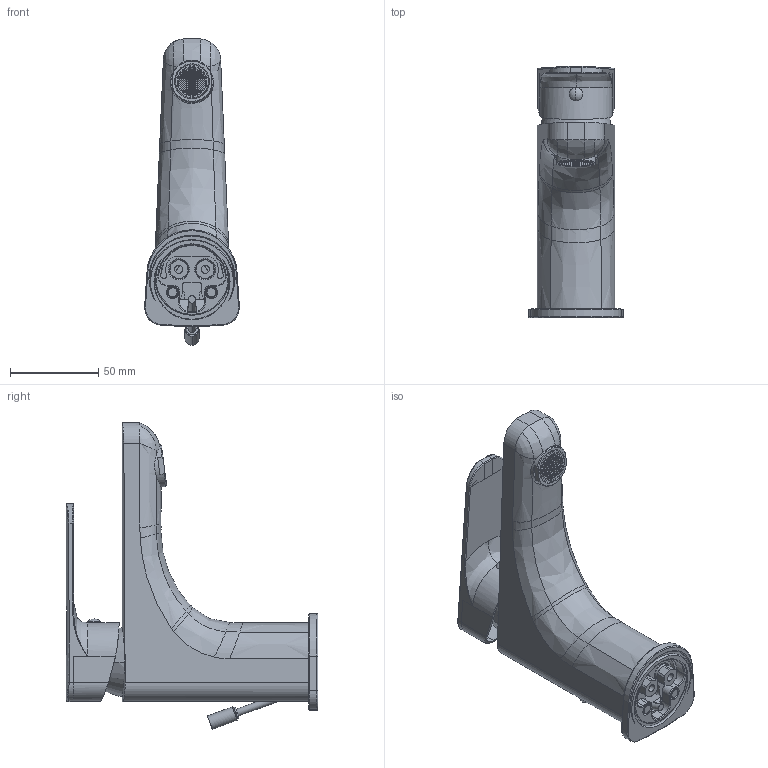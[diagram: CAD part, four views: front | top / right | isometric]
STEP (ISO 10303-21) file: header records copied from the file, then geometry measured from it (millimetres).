
FILE_DESCRIPTION((''),'2;1');
FILE_NAME('SY075CR','2021-04-12T10:41:21',('ut3'),('PAFFONI SpA'),'CREO PARAMETRIC BY PTC INC, 2020044','CREO PARAMETRIC BY PTC INC, 2020044','');
FILE_SCHEMA(('CONFIG_CONTROL_DESIGN','SHAPE_APPEARANCE_LAYERS_GROUPS'));
Products named in the file (1): SY075CR
Bounding box: 53.78 x 142.8 x 174.06 mm (x, y, z)
Volume: 188708.8 mm3; surface area: 111819 mm2
Topology: 4 solids, 4 shells, 2855 faces, 8201 edges, 5328 vertices
Faces by surface type: plane 2106, cylinder 414, torus 146, bspline 109, cone 66, sphere 12, extrusion 2
Entity records: 130250 total; most frequent: CARTESIAN_POINT 28323, ORIENTED_EDGE 16370, DIRECTION 15213, EDGE_CURVE 8185, VERTEX_POINT 5328, VECTOR 5275, LINE 5273, AXIS2_PLACEMENT_3D 4969
